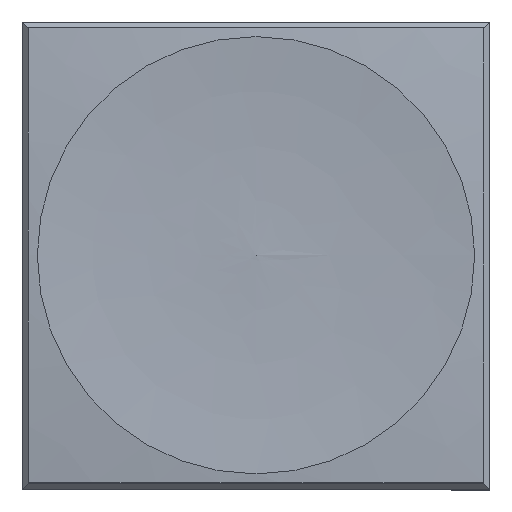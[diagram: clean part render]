
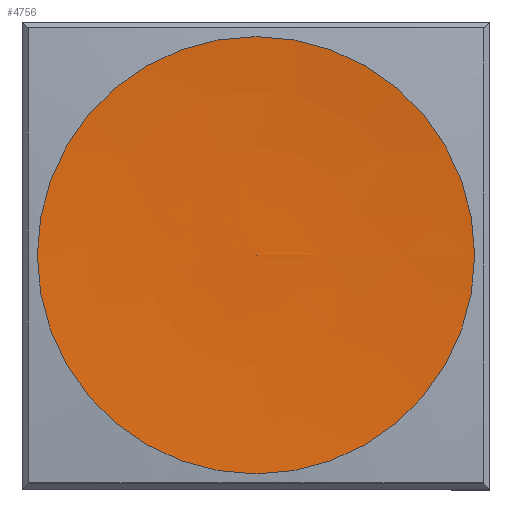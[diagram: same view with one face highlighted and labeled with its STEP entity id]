
A CAD part, top view. The second image highlights one B-rep face of the part: STEP entity #4756.
In plain terms, the highlighted free-form (B-spline) face has degree [2, 2] with [3, 9] control points.
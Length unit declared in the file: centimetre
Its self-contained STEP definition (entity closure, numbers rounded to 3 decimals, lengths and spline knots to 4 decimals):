
#27=(
BOUNDED_SURFACE()
B_SPLINE_SURFACE(2,2,((#6680,#6681,#6682,#6683,#6684,#6685,#6686,#6687,
#6688),(#6689,#6690,#6691,#6692,#6693,#6694,#6695,#6696,#6697),(#6698,#6699,
#6700,#6701,#6702,#6703,#6704,#6705,#6706)),.UNSPECIFIED.,.F.,.T.,.F.)
B_SPLINE_SURFACE_WITH_KNOTS((3,3),(3,2,2,2,3),(-1.6032,-1.4847),
(-3.1416,-1.5708,0.,1.5708,3.1416),
 .UNSPECIFIED.)
GEOMETRIC_REPRESENTATION_ITEM()
RATIONAL_B_SPLINE_SURFACE(((1.,0.707,1.,0.707,1.,
0.707,1.,0.707,1.),(0.998,0.706,
0.998,0.706,0.998,0.706,
0.998,0.706,0.998),(1.,0.707,
1.,0.707,1.,0.707,1.,0.707,1.)))
REPRESENTATION_ITEM('')
SURFACE()
);
#294=FACE_OUTER_BOUND('',#548,.T.);
#548=EDGE_LOOP('',(#3370,#3371,#3372,#3373));
#2074=CIRCLE('',#5025,6.0869);
#2075=CIRCLE('',#5026,0.7203);
#2076=CIRCLE('',#5027,0.7203);
#2164=VERTEX_POINT('',#6707);
#2165=VERTEX_POINT('',#6708);
#2166=VERTEX_POINT('',#6710);
#2640=EDGE_CURVE('',#2164,#2165,#2074,.T.);
#2641=EDGE_CURVE('',#2166,#2165,#2075,.T.);
#2642=EDGE_CURVE('',#2165,#2166,#2076,.T.);
#3370=ORIENTED_EDGE('',*,*,#2640,.T.);
#3371=ORIENTED_EDGE('',*,*,#2641,.F.);
#3372=ORIENTED_EDGE('',*,*,#2642,.F.);
#3373=ORIENTED_EDGE('',*,*,#2640,.F.);
#4756=ADVANCED_FACE('',(#294),#27,.T.);
#5025=AXIS2_PLACEMENT_3D('',#6709,#5400,#5401);
#5026=AXIS2_PLACEMENT_3D('',#6711,#5402,#5403);
#5027=AXIS2_PLACEMENT_3D('',#6712,#5404,#5405);
#5400=DIRECTION('center_axis',(0.,-1.,0.));
#5401=DIRECTION('ref_axis',(1.,0.,0.));
#5402=DIRECTION('center_axis',(0.,0.,
-1.));
#5403=DIRECTION('ref_axis',(-1.,0.,0.));
#5404=DIRECTION('center_axis',(0.,0.,
-1.));
#5405=DIRECTION('ref_axis',(-1.,0.,0.));
#6680=CARTESIAN_POINT('Ctrl Pts',(0.,0.,
0.8357));
#6681=CARTESIAN_POINT('Ctrl Pts',(0.,0.,
0.8357));
#6682=CARTESIAN_POINT('Ctrl Pts',(0.,0.,
0.8357));
#6683=CARTESIAN_POINT('Ctrl Pts',(0.,0.,
0.8357));
#6684=CARTESIAN_POINT('Ctrl Pts',(0.,0.,
0.8357));
#6685=CARTESIAN_POINT('Ctrl Pts',(0.,0.,
0.8357));
#6686=CARTESIAN_POINT('Ctrl Pts',(0.,0.,
0.8357));
#6687=CARTESIAN_POINT('Ctrl Pts',(0.,0.,
0.8357));
#6688=CARTESIAN_POINT('Ctrl Pts',(0.,0.,
0.8357));
#6689=CARTESIAN_POINT('Ctrl Pts',(0.3607,0.,
0.824));
#6690=CARTESIAN_POINT('Ctrl Pts',(0.3607,0.3607,0.824));
#6691=CARTESIAN_POINT('Ctrl Pts',(0.,0.3607,
0.824));
#6692=CARTESIAN_POINT('Ctrl Pts',(-0.3607,0.3607,0.824));
#6693=CARTESIAN_POINT('Ctrl Pts',(-0.3607,0.,
0.824));
#6694=CARTESIAN_POINT('Ctrl Pts',(-0.3607,-0.3607,
0.824));
#6695=CARTESIAN_POINT('Ctrl Pts',(0.,-0.3607,
0.824));
#6696=CARTESIAN_POINT('Ctrl Pts',(0.3607,-0.3607,
0.824));
#6697=CARTESIAN_POINT('Ctrl Pts',(0.3607,0.,
0.824));
#6698=CARTESIAN_POINT('Ctrl Pts',(0.7203,0.,
0.855));
#6699=CARTESIAN_POINT('Ctrl Pts',(0.7203,0.7203,0.855));
#6700=CARTESIAN_POINT('Ctrl Pts',(0.,0.7203,
0.855));
#6701=CARTESIAN_POINT('Ctrl Pts',(-0.7203,0.7203,
0.855));
#6702=CARTESIAN_POINT('Ctrl Pts',(-0.7203,0.,
0.855));
#6703=CARTESIAN_POINT('Ctrl Pts',(-0.7203,-0.7203,
0.855));
#6704=CARTESIAN_POINT('Ctrl Pts',(0.,-0.7203,
0.855));
#6705=CARTESIAN_POINT('Ctrl Pts',(0.7203,-0.7203,0.855));
#6706=CARTESIAN_POINT('Ctrl Pts',(0.7203,0.,
0.855));
#6707=CARTESIAN_POINT('',(0.,0.,0.8357));
#6708=CARTESIAN_POINT('',(0.7203,0.,0.855));
#6709=CARTESIAN_POINT('Origin',(0.1971,0.,
6.9193));
#6710=CARTESIAN_POINT('',(-0.7203,0.,0.855));
#6711=CARTESIAN_POINT('Origin',(0.,0.,
0.855));
#6712=CARTESIAN_POINT('Origin',(0.,0.,
0.855));
